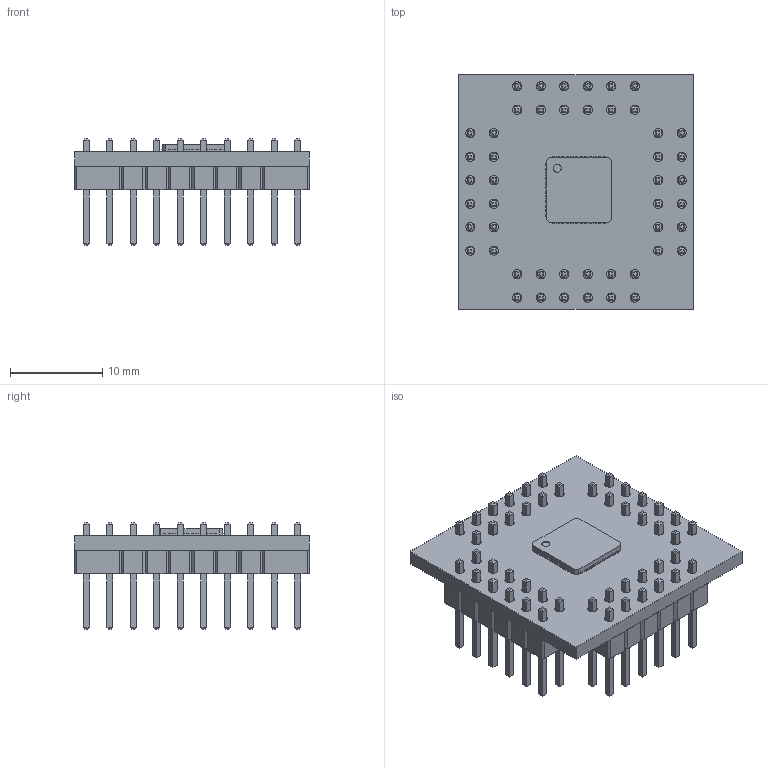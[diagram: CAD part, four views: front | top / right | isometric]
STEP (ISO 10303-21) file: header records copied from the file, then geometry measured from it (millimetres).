
FILE_DESCRIPTION(('FreeCAD Model'),'2;1');
FILE_NAME('Open CASCADE Shape Model','2023-08-14T12:37:15',(''),(''), 'Open CASCADE STEP processor 7.6','FreeCAD','Unknown');
FILE_SCHEMA(('AUTOMOTIVE_DESIGN { 1 0 10303 214 1 1 1 1 }'));
Length unit declared in the file: millimetre
Products named in the file (64): si468x; Local_CS_d862; Board_Geoms_d862; Pcb_d862; PCB_Sketch_d862; Step_Models_d862; Top_d862; IC2_Designator1_03cf3125182a; 7787388864; Open_CASCADE_STEP_translator_6.8_1.1; Body; Open_CASCADE_STEP_translator_6.8_1.2.1; Thermal_Shape; Pin_Shape; Open_CASCADE_STEP_translator_6.8_1.4.1; Pin_Shape001; Pin_Shape002; Pin_Shape003; Pin_Shape004; Pin_Shape005; Pin_Shape006; Pin_Shape007; Pin_Shape008; Pin_Shape009; Pin_Shape010; Pin_Shape011; Pin_Shape012; Pin_Shape013; Pin_Shape014; Pin_Shape015; Pin_Shape016; Pin_Shape017; Pin_Shape018; Pin_Shape019; Pin_Shape020; Pin_Shape021; Pin_Shape022; Pin_Shape023; Pin_Shape024; Pin_Shape025 ...
Assembly tree (113 placements, depth 7):
  si468x
    Local_CS_d862
    Board_Geoms_d862
      Pcb_d862
      PCB_Sketch_d862
    Step_Models_d862
      Top_d862
        IC2_Designator1_03cf3125182a
          7787388864
            Open_CASCADE_STEP_translator_6.8_1.1
            Body
              Open_CASCADE_STEP_translator_6.8_1.2.1
            Thermal_Shape
            Pin_Shape
              Open_CASCADE_STEP_translator_6.8_1.4.1
            Pin_Shape001
              Open_CASCADE_STEP_translator_6.8_1.4.1
            Pin_Shape002
              Open_CASCADE_STEP_translator_6.8_1.4.1
            Pin_Shape003
              Open_CASCADE_STEP_translator_6.8_1.4.1
            Pin_Shape004
              Open_CASCADE_STEP_translator_6.8_1.4.1
            Pin_Shape005
              Open_CASCADE_STEP_translator_6.8_1.4.1
            Pin_Shape006
              Open_CASCADE_STEP_translator_6.8_1.4.1
            Pin_Shape007
              Open_CASCADE_STEP_translator_6.8_1.4.1
            Pin_Shape008
              Open_CASCADE_STEP_translator_6.8_1.4.1
            Pin_Shape009
              Open_CASCADE_STEP_translator_6.8_1.4.1
            Pin_Shape010
              Open_CASCADE_STEP_translator_6.8_1.4.1
            Pin_Shape011
              Open_CASCADE_STEP_translator_6.8_1.4.1
            Pin_Shape012
              Open_CASCADE_STEP_translator_6.8_1.4.1
            Pin_Shape013
              Open_CASCADE_STEP_translator_6.8_1.4.1
            Pin_Shape014
              Open_CASCADE_STEP_translator_6.8_1.4.1
            Pin_Shape015
              Open_CASCADE_STEP_translator_6.8_1.4.1
            Pin_Shape016
              Open_CASCADE_STEP_translator_6.8_1.4.1
            Pin_Shape017
              Open_CASCADE_STEP_translator_6.8_1.4.1
            Pin_Shape018
              Open_CASCADE_STEP_translator_6.8_1.4.1
            Pin_Shape019
              Open_CASCADE_STEP_translator_6.8_1.4.1
            Pin_Shape020
              Open_CASCADE_STEP_translator_6.8_1.4.1
            Pin_Shape021
              Open_CASCADE_STEP_translator_6.8_1.4.1
            Pin_Shape022
              Open_CASCADE_STEP_translator_6.8_1.4.1
            Pin_Shape023
Bounding box: 25.4 x 25.4 x 11.54 mm (x, y, z)
Volume: 1961.2 mm3; surface area: 3928.9 mm2
Topology: 55 solids, 56 shells, 1770 faces, 3923 edges, 2365 vertices
Faces by surface type: plane 1721, cylinder 49
Full cylindrical faces by diameter (mm): 0.881 x1, 1 x48
Entity records: 13944 total; most frequent: DIRECTION 1840, CARTESIAN_POINT 1804, ORIENTED_EDGE 1641, EDGE_CURVE 821, LINE 726, VECTOR 726, AXIS2_PLACEMENT_3D 557, VERTEX_POINT 513
